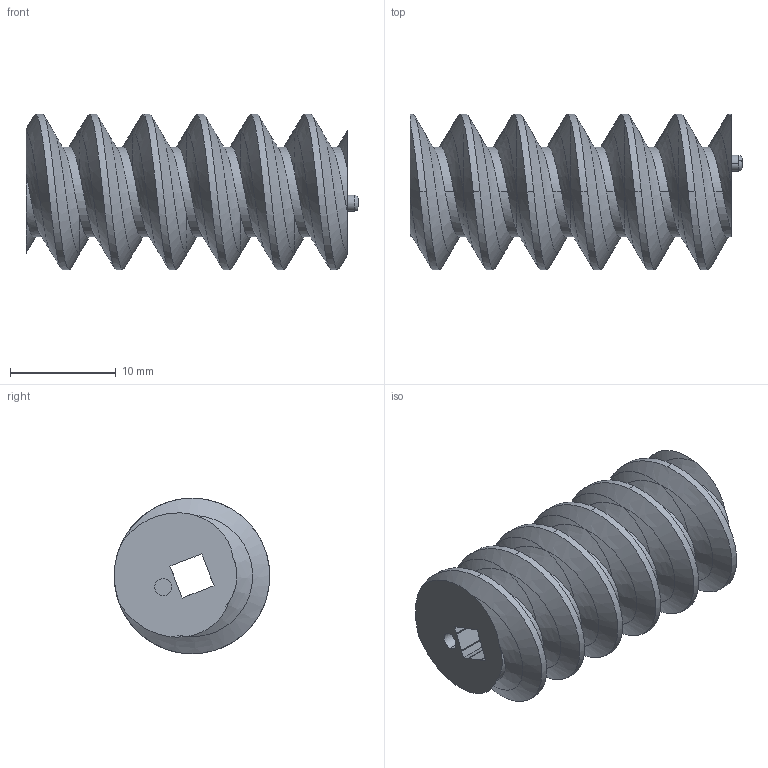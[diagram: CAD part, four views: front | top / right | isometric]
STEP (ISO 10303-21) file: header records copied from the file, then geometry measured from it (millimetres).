
FILE_DESCRIPTION (( 'STEP AP214' ), '1' );
FILE_NAME ('276-2045-032 Rev2.STEP', '2015-09-21T18:04:44', ( 'svradm' ), ( '' ), 'SwSTEP 2.0', 'SolidWorks 2015', '' );
FILE_SCHEMA (( 'AUTOMOTIVE_DESIGN' ));
Length unit declared in the file: inch
Products named in the file (1): 276-2045-032 Rev2
Bounding box: 31.38 x 14.7 x 14.7 mm (x, y, z)
Volume: 2952.7 mm3; surface area: 2489.9 mm2
Topology: 1 solids, 1 shells, 88 faces, 244 edges, 160 vertices
Faces by surface type: plane 32, cylinder 30, bspline 26
Entity records: 7832 total; most frequent: CARTESIAN_POINT 5837, ORIENTED_EDGE 488, DIRECTION 270, EDGE_CURVE 244, VERTEX_POINT 160, B_SPLINE_CURVE_WITH_KNOTS 112, VECTOR 112, LINE 112
